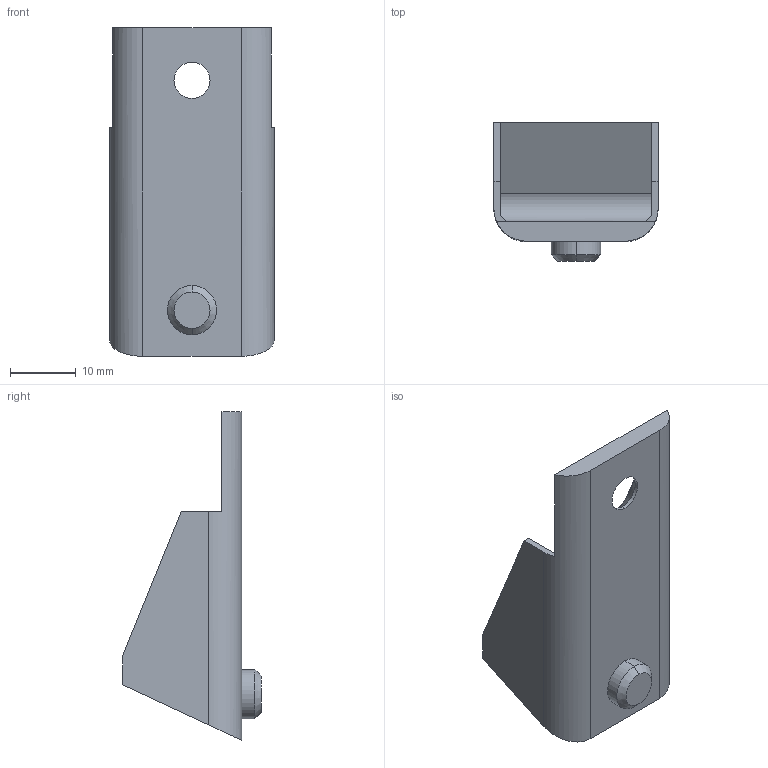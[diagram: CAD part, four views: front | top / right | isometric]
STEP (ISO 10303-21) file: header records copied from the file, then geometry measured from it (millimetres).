
FILE_DESCRIPTION (( 'STEP AP214' ), '1' );
FILE_NAME ('A24_glass-stop.STEP', '2023-05-04T08:31:21', ( '' ), ( '' ), 'SwSTEP 2.0', 'SolidWorks 2019', '' );
FILE_SCHEMA (( 'AUTOMOTIVE_DESIGN' ));
Length unit declared in the file: millimetre
Products named in the file (1): A24_glass-stop
Bounding box: 25 x 21.13 x 50 mm (x, y, z)
Volume: 5544.2 mm3; surface area: 4675.4 mm2
Topology: 1 solids, 1 shells, 28 faces, 69 edges, 44 vertices
Faces by surface type: plane 17, cylinder 7, cone 4
Entity records: 861 total; most frequent: CARTESIAN_POINT 154, DIRECTION 141, ORIENTED_EDGE 138, EDGE_CURVE 69, AXIS2_PLACEMENT_3D 47, VECTOR 47, LINE 47, VERTEX_POINT 44
